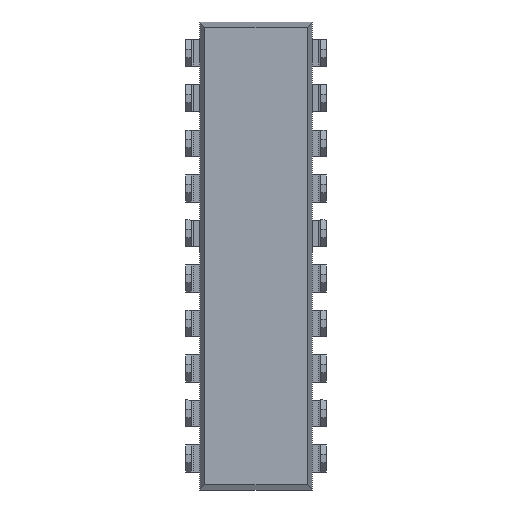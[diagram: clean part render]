
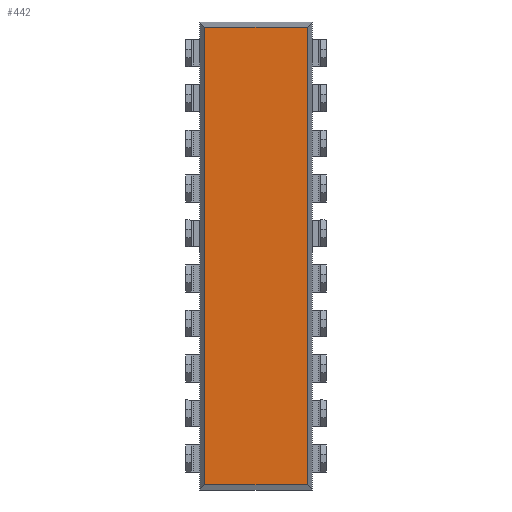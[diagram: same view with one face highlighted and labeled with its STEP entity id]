
A CAD part, front view. The second image highlights one B-rep face of the part: STEP entity #442.
In plain terms, the highlighted planar face has unit normal (0, -1, 0).
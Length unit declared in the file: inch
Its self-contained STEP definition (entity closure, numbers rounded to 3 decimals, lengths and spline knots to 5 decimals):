
#254 = CARTESIAN_POINT ( 'NONE',  ( 0.11367, 0.04, 0.52 ) ) ;
#361 = DIRECTION ( 'NONE',  ( 0., -1., 0. ) ) ;
#442 = ADVANCED_FACE ( 'NONE', ( #9000 ), #8851, .T. ) ;
#469 = AXIS2_PLACEMENT_3D ( 'NONE', #6949, #361, #5593 ) ;
#685 = VERTEX_POINT ( 'NONE', #984 ) ;
#689 = VECTOR ( 'NONE', #2616, 39.37008 ) ;
#758 = CARTESIAN_POINT ( 'NONE',  ( -0.11367, 0.04, -0.50867 ) ) ;
#984 = CARTESIAN_POINT ( 'NONE',  ( 0.11367, 0.04, -0.50867 ) ) ;
#1043 = ORIENTED_EDGE ( 'NONE', *, *, #3800, .T. ) ;
#1368 = VECTOR ( 'NONE', #7391, 39.37008 ) ;
#1625 = LINE ( 'NONE', #8419, #689 ) ;
#2151 = EDGE_LOOP ( 'NONE', ( #5241, #5814, #3975, #1043 ) ) ;
#2175 = LINE ( 'NONE', #6774, #1368 ) ;
#2340 = DIRECTION ( 'NONE',  ( -1., 0., 0. ) ) ;
#2461 = LINE ( 'NONE', #6017, #5184 ) ;
#2616 = DIRECTION ( 'NONE',  ( 0., 0., -1. ) ) ;
#2991 = EDGE_CURVE ( 'NONE', #6308, #5680, #1625, .T. ) ;
#3305 = EDGE_CURVE ( 'NONE', #685, #4522, #5498, .T. ) ;
#3800 = EDGE_CURVE ( 'NONE', #4522, #6308, #2461, .T. ) ;
#3970 = DIRECTION ( 'NONE',  ( 0., 0., 1. ) ) ;
#3975 = ORIENTED_EDGE ( 'NONE', *, *, #3305, .T. ) ;
#4332 = VECTOR ( 'NONE', #3970, 39.37008 ) ;
#4522 = VERTEX_POINT ( 'NONE', #7742 ) ;
#5184 = VECTOR ( 'NONE', #2340, 39.37008 ) ;
#5241 = ORIENTED_EDGE ( 'NONE', *, *, #2991, .T. ) ;
#5498 = LINE ( 'NONE', #254, #4332 ) ;
#5593 = DIRECTION ( 'NONE',  ( 0., 0., -1. ) ) ;
#5680 = VERTEX_POINT ( 'NONE', #758 ) ;
#5814 = ORIENTED_EDGE ( 'NONE', *, *, #6286, .T. ) ;
#5995 = CARTESIAN_POINT ( 'NONE',  ( -0.11367, 0.04, 0.50867 ) ) ;
#6017 = CARTESIAN_POINT ( 'NONE',  ( -0.125, 0.04, 0.50867 ) ) ;
#6286 = EDGE_CURVE ( 'NONE', #5680, #685, #2175, .T. ) ;
#6308 = VERTEX_POINT ( 'NONE', #5995 ) ;
#6774 = CARTESIAN_POINT ( 'NONE',  ( 0.125, 0.04, -0.50867 ) ) ;
#6949 = CARTESIAN_POINT ( 'NONE',  ( 0., 0.04, 0. ) ) ;
#7391 = DIRECTION ( 'NONE',  ( 1., 0., 0. ) ) ;
#7742 = CARTESIAN_POINT ( 'NONE',  ( 0.11367, 0.04, 0.50867 ) ) ;
#8419 = CARTESIAN_POINT ( 'NONE',  ( -0.11367, 0.04, -0.52 ) ) ;
#8851 = PLANE ( 'NONE',  #469 ) ;
#9000 = FACE_OUTER_BOUND ( 'NONE', #2151, .T. ) ;
